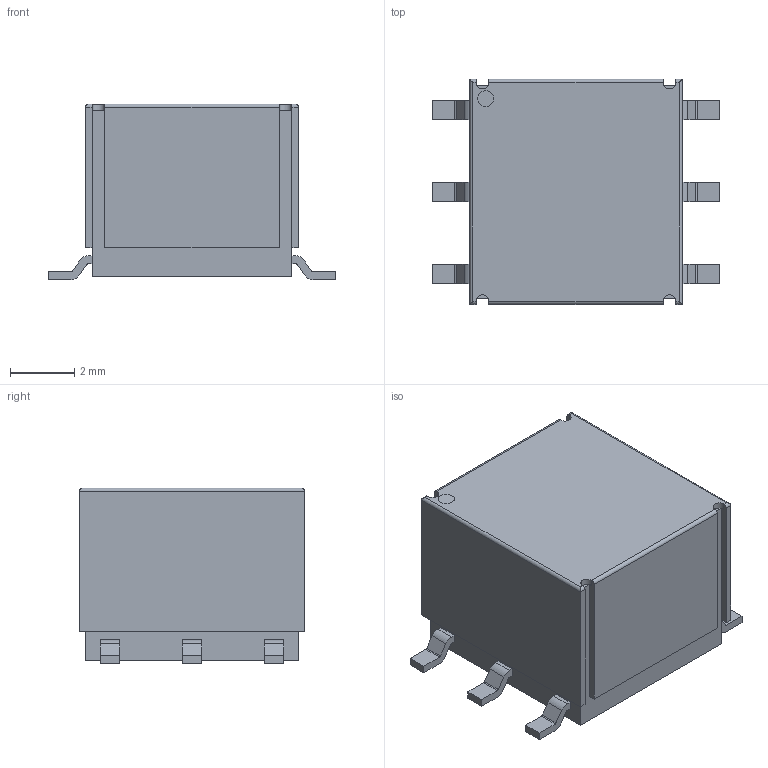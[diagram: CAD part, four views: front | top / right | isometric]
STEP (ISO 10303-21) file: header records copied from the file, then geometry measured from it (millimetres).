
FILE_DESCRIPTION((''),'2;1');
FILE_NAME('XFMR_COILCRAFT_Q4470.stp','2013-08-15T10:53:02',(''),(''),'Mechanical Desktop 2011','Mechanical Desktop 2011',', , ');
FILE_SCHEMA(('AUTOMOTIVE_DESIGN { 1 2 10303 214 1 1 1 1 }'));
Length unit declared in the file: millimetre
Products named in the file (1): Product
Bounding box: 8.89 x 6.99 x 5.46 mm (x, y, z)
Volume: 242.4 mm3; surface area: 546.2 mm2
Topology: 9 solids, 9 shells, 131 faces, 324 edges, 212 vertices
Faces by surface type: bspline 61, plane 44, cylinder 26
Entity records: 4091 total; most frequent: CARTESIAN_POINT 1047, ORIENTED_EDGE 648, DIRECTION 542, EDGE_CURVE 324, VECTOR 248, LINE 248, VERTEX_POINT 212, AXIS2_PLACEMENT_3D 147
